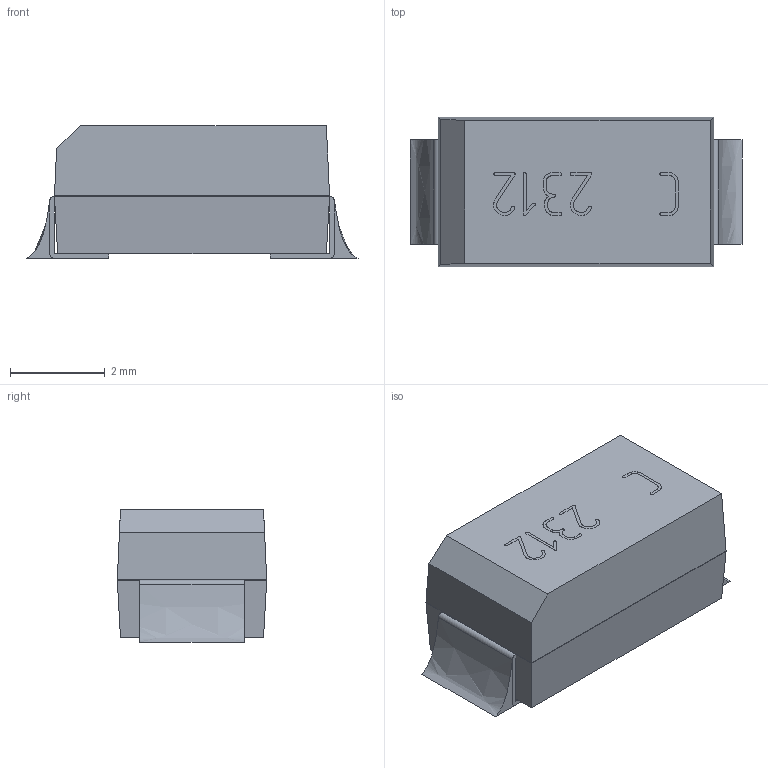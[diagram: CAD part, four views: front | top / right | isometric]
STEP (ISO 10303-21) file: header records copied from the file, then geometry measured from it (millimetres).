
FILE_DESCRIPTION(('STEP AP242'), '1');
FILE_NAME('CAP-C2312-H2.6', '', ('UNSPECIFIED'), ('UNSPECIFIED'), 'C3D Converter', 'C3D Toolkit', '');
FILE_SCHEMA(('AP242_MANAGED_MODEL_BASED_3D_ENGINEERING_MIM_LF { 1 0 10303 442 1 1 4 }'));
Length unit declared in the file: millimetre
Products named in the file (4): ASSEMBLY; Body; FilletPin1; FilletPin2
Assembly tree (3 placements, depth 2):
  ASSEMBLY
    Body
    FilletPin1
    FilletPin2
Bounding box: 7 x 3.15 x 2.8 mm (x, y, z)
Volume: 49.7 mm3; surface area: 130.5 mm2
Topology: 10 solids, 10 shells, 196 faces, 520 edges, 344 vertices
Faces by surface type: extrusion 103, plane 87, cylinder 6
Entity records: 7976 total; most frequent: CARTESIAN_POINT 1682, ORIENTED_EDGE 1040, DIRECTION 623, EDGE_CURVE 520, VECTOR 405, VERTEX_POINT 344, B_SPLINE_CURVE_WITH_KNOTS 309, LINE 302
